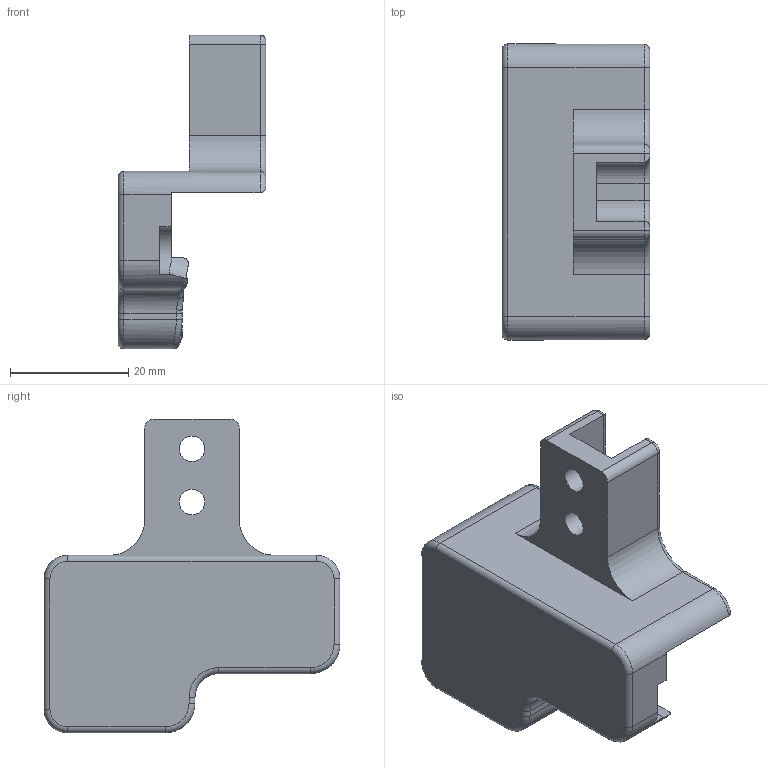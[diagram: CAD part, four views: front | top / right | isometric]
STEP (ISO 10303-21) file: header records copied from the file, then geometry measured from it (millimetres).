
FILE_DESCRIPTION(/* description */ (''),/* implementation_level */ '2;1');
FILE_NAME(/* name */ '31sj2.stp',/* time_stamp */ '2019-05-31T10:48:03+08:00',/* author */ (''),/* organization */ (''),/* preprocessor_version */ 'ST-DEVELOPER v16',/* originating_system */ 'SIEMENS PLM Software NX 10.0',/* authorisation */ '');
FILE_SCHEMA (('AUTOMOTIVE_DESIGN { 1 0 10303 214 3 1 1 1 }'));
Length unit declared in the file: millimetre
Products named in the file (1): 31sj2
Bounding box: 25 x 50 x 53 mm (x, y, z)
Volume: 16838.3 mm3; surface area: 7633.7 mm2
Topology: 1 solids, 1 shells, 104 faces, 256 edges, 154 vertices
Faces by surface type: cylinder 40, bspline 26, plane 23, torus 12, cone 3
Full cylindrical faces by diameter (mm): 3.3 x2, 4.3 x3
Entity records: 3676 total; most frequent: CARTESIAN_POINT 1351, ORIENTED_EDGE 492, DIRECTION 463, EDGE_CURVE 246, AXIS2_PLACEMENT_3D 186, VERTEX_POINT 151, EDGE_LOOP 118, ADVANCED_FACE 104
